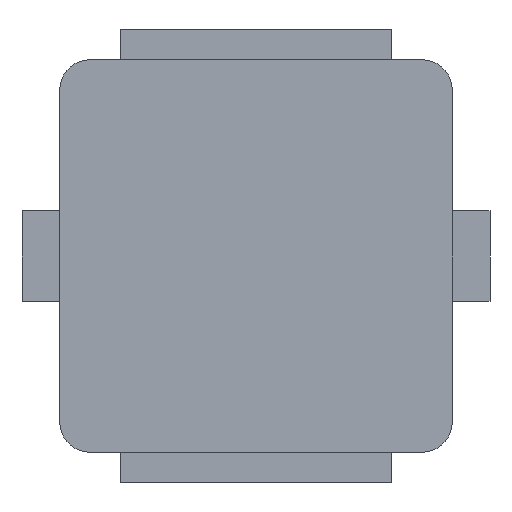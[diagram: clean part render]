
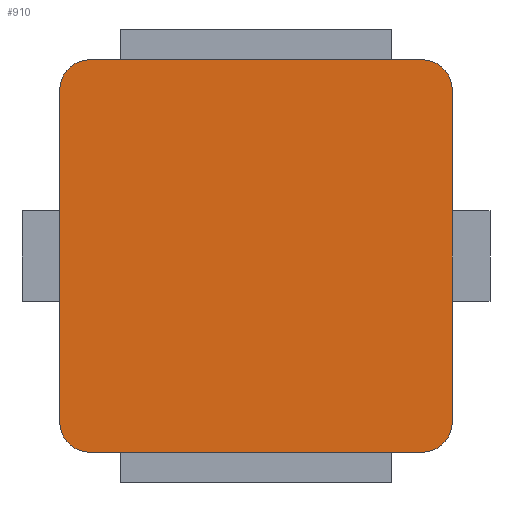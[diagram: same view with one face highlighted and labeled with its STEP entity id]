
A CAD part, front view. The second image highlights one B-rep face of the part: STEP entity #910.
In plain terms, the highlighted planar face has unit normal (0, -1, 0).
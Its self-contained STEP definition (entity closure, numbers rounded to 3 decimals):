
#103=CIRCLE('',#977,0.2);
#104=CIRCLE('',#978,0.2);
#105=CIRCLE('',#979,0.2);
#106=CIRCLE('',#980,0.2);
#130=FACE_OUTER_BOUND('',#173,.T.);
#173=EDGE_LOOP('',(#580,#581,#582,#583,#584,#585,#586,#587,#588,#589,#590,
#591,#592,#593));
#216=LINE('',#1308,#303);
#222=LINE('',#1320,#309);
#224=LINE('',#1326,#311);
#227=LINE('',#1334,#314);
#228=LINE('',#1336,#315);
#229=LINE('',#1339,#316);
#230=LINE('',#1341,#317);
#231=LINE('',#1345,#318);
#232=LINE('',#1348,#319);
#233=LINE('',#1349,#320);
#303=VECTOR('',#1058,10.);
#309=VECTOR('',#1066,10.);
#311=VECTOR('',#1070,10.);
#314=VECTOR('',#1077,10.);
#315=VECTOR('',#1078,10.);
#316=VECTOR('',#1081,10.);
#317=VECTOR('',#1082,10.);
#318=VECTOR('',#1085,10.);
#319=VECTOR('',#1088,10.);
#320=VECTOR('',#1089,10.);
#390=VERTEX_POINT('',#1305);
#391=VERTEX_POINT('',#1307);
#393=VERTEX_POINT('',#1313);
#396=VERTEX_POINT('',#1318);
#398=VERTEX_POINT('',#1323);
#399=VERTEX_POINT('',#1325);
#401=VERTEX_POINT('',#1331);
#402=VERTEX_POINT('',#1332);
#403=VERTEX_POINT('',#1335);
#404=VERTEX_POINT('',#1337);
#405=VERTEX_POINT('',#1340);
#406=VERTEX_POINT('',#1342);
#407=VERTEX_POINT('',#1344);
#408=VERTEX_POINT('',#1346);
#460=EDGE_CURVE('',#390,#391,#216,.T.);
#466=EDGE_CURVE('',#396,#393,#222,.T.);
#468=EDGE_CURVE('',#398,#399,#224,.T.);
#471=EDGE_CURVE('',#401,#402,#103,.T.);
#472=EDGE_CURVE('',#393,#401,#227,.T.);
#473=EDGE_CURVE('',#403,#396,#228,.T.);
#474=EDGE_CURVE('',#404,#403,#104,.T.);
#475=EDGE_CURVE('',#399,#404,#229,.T.);
#476=EDGE_CURVE('',#405,#398,#230,.T.);
#477=EDGE_CURVE('',#406,#405,#105,.T.);
#478=EDGE_CURVE('',#407,#406,#231,.T.);
#479=EDGE_CURVE('',#408,#407,#106,.T.);
#480=EDGE_CURVE('',#391,#408,#232,.T.);
#481=EDGE_CURVE('',#402,#390,#233,.T.);
#580=ORIENTED_EDGE('',*,*,#471,.F.);
#581=ORIENTED_EDGE('',*,*,#472,.F.);
#582=ORIENTED_EDGE('',*,*,#466,.F.);
#583=ORIENTED_EDGE('',*,*,#473,.F.);
#584=ORIENTED_EDGE('',*,*,#474,.F.);
#585=ORIENTED_EDGE('',*,*,#475,.F.);
#586=ORIENTED_EDGE('',*,*,#468,.F.);
#587=ORIENTED_EDGE('',*,*,#476,.F.);
#588=ORIENTED_EDGE('',*,*,#477,.F.);
#589=ORIENTED_EDGE('',*,*,#478,.F.);
#590=ORIENTED_EDGE('',*,*,#479,.F.);
#591=ORIENTED_EDGE('',*,*,#480,.F.);
#592=ORIENTED_EDGE('',*,*,#460,.F.);
#593=ORIENTED_EDGE('',*,*,#481,.F.);
#789=PLANE('',#976);
#910=ADVANCED_FACE('',(#130),#789,.F.);
#976=AXIS2_PLACEMENT_3D('',#1330,#1073,#1074);
#977=AXIS2_PLACEMENT_3D('',#1333,#1075,#1076);
#978=AXIS2_PLACEMENT_3D('',#1338,#1079,#1080);
#979=AXIS2_PLACEMENT_3D('',#1343,#1083,#1084);
#980=AXIS2_PLACEMENT_3D('',#1347,#1086,#1087);
#1058=DIRECTION('',(-1.,0.,0.));
#1066=DIRECTION('',(0.,0.,-1.));
#1070=DIRECTION('',(1.,0.,0.));
#1073=DIRECTION('center_axis',(0.,1.,0.));
#1074=DIRECTION('ref_axis',(0.,0.,1.));
#1075=DIRECTION('center_axis',(0.,1.,0.));
#1076=DIRECTION('ref_axis',(0.707,0.,-0.707));
#1077=DIRECTION('',(0.,0.,-1.));
#1078=DIRECTION('',(0.,0.,-1.));
#1079=DIRECTION('center_axis',(0.,1.,0.));
#1080=DIRECTION('ref_axis',(0.707,0.,0.707));
#1081=DIRECTION('',(1.,0.,0.));
#1082=DIRECTION('',(1.,0.,0.));
#1083=DIRECTION('center_axis',(0.,1.,0.));
#1084=DIRECTION('ref_axis',(-0.707,0.,0.707));
#1085=DIRECTION('',(0.,0.,1.));
#1086=DIRECTION('center_axis',(0.,1.,0.));
#1087=DIRECTION('ref_axis',(-0.707,0.,-0.707));
#1088=DIRECTION('',(-1.,0.,0.));
#1089=DIRECTION('',(-1.,0.,0.));
#1305=CARTESIAN_POINT('',(0.9,0.05,-1.3));
#1307=CARTESIAN_POINT('',(-0.9,0.05,-1.3));
#1308=CARTESIAN_POINT('',(-1.3,0.05,-1.3));
#1313=CARTESIAN_POINT('',(1.3,0.05,-0.3));
#1318=CARTESIAN_POINT('',(1.3,0.05,0.3));
#1320=CARTESIAN_POINT('',(1.3,0.05,-1.3));
#1323=CARTESIAN_POINT('',(-0.9,0.05,1.3));
#1325=CARTESIAN_POINT('',(0.9,0.05,1.3));
#1326=CARTESIAN_POINT('',(1.3,0.05,1.3));
#1330=CARTESIAN_POINT('Origin',(0.,0.05,0.));
#1331=CARTESIAN_POINT('',(1.3,0.05,-1.1));
#1332=CARTESIAN_POINT('',(1.1,0.05,-1.3));
#1333=CARTESIAN_POINT('Origin',(1.1,0.05,-1.1));
#1334=CARTESIAN_POINT('',(1.3,0.05,0.65));
#1335=CARTESIAN_POINT('',(1.3,0.05,1.1));
#1336=CARTESIAN_POINT('',(1.3,0.05,0.65));
#1337=CARTESIAN_POINT('',(1.1,0.05,1.3));
#1338=CARTESIAN_POINT('Origin',(1.1,0.05,1.1));
#1339=CARTESIAN_POINT('',(-0.65,0.05,1.3));
#1340=CARTESIAN_POINT('',(-1.1,0.05,1.3));
#1341=CARTESIAN_POINT('',(-0.65,0.05,1.3));
#1342=CARTESIAN_POINT('',(-1.3,0.05,1.1));
#1343=CARTESIAN_POINT('Origin',(-1.1,0.05,1.1));
#1344=CARTESIAN_POINT('',(-1.3,0.05,-1.1));
#1345=CARTESIAN_POINT('',(-1.3,0.05,-0.65));
#1346=CARTESIAN_POINT('',(-1.1,0.05,-1.3));
#1347=CARTESIAN_POINT('Origin',(-1.1,0.05,-1.1));
#1348=CARTESIAN_POINT('',(0.65,0.05,-1.3));
#1349=CARTESIAN_POINT('',(0.65,0.05,-1.3));
